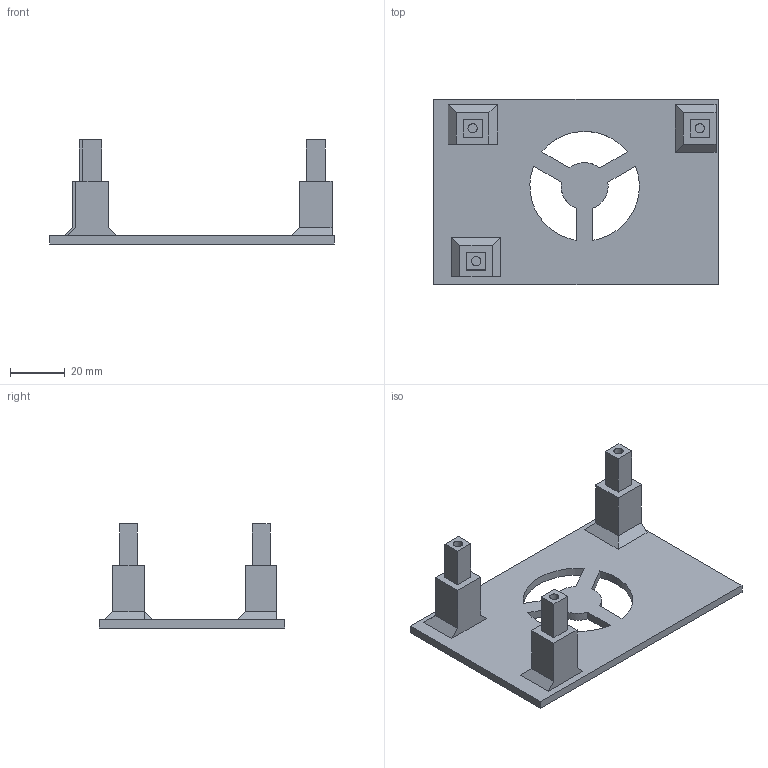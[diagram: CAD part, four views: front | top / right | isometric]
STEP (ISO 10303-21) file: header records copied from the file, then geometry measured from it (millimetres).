
FILE_DESCRIPTION (( 'STEP AP203' ), '1' );
FILE_NAME ('RAMPS1_4-cover.STEP', '2018-03-09T05:28:46', ( '' ), ( '' ), 'SwSTEP 2.0', 'SolidWorks 2017', '' );
FILE_SCHEMA (( 'CONFIG_CONTROL_DESIGN' ));
Length unit declared in the file: millimetre
Products named in the file (1): RAMPS1_4-cover
Bounding box: 103.85 x 67.66 x 38 mm (x, y, z)
Volume: 26950.2 mm3; surface area: 19763.7 mm2
Topology: 1 solids, 1 shells, 77 faces, 183 edges, 120 vertices
Faces by surface type: plane 57, cylinder 12, bspline 8
Entity records: 2529 total; most frequent: CARTESIAN_POINT 684, ORIENTED_EDGE 366, DIRECTION 331, EDGE_CURVE 183, LINE 143, VECTOR 143, VERTEX_POINT 120, EDGE_LOOP 95
